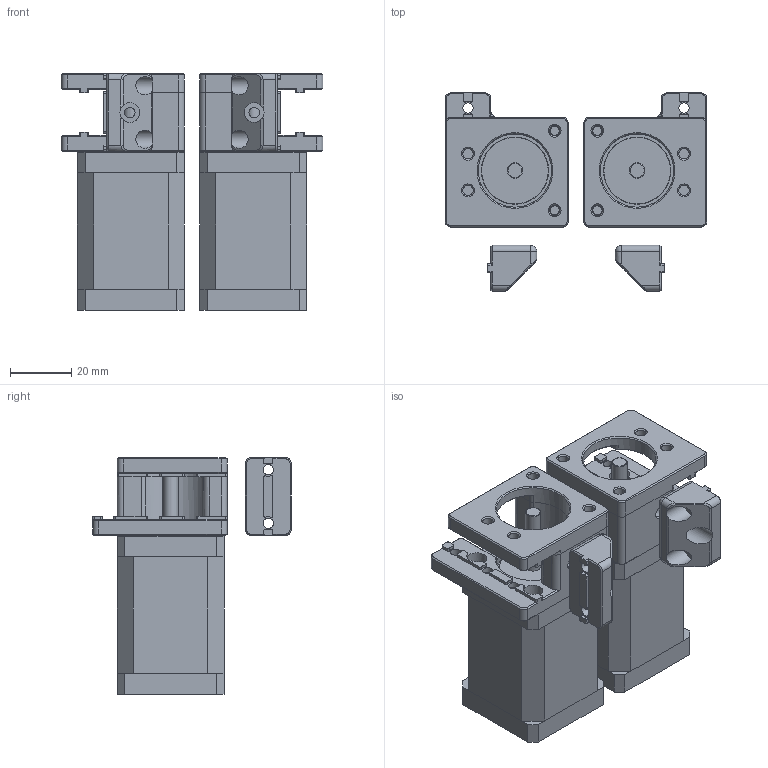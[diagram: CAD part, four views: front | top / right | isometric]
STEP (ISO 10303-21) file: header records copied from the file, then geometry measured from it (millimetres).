
FILE_DESCRIPTION(/* description */ (''),/* implementation_level */ '2;1');
FILE_NAME(/* name */ 'NOIdler_FrontDrives.step',/* time_stamp */ '2022-04-17T09:18:21+02:00',/* author */ (''),/* organization */ (''),/* preprocessor_version */ 'ST-DEVELOPER v18.1',/* originating_system */ 'Autodesk Translation Framework v10.14.0.1471',/* authorisation */ '');
FILE_SCHEMA (('AUTOMOTIVE_DESIGN { 1 0 10303 214 3 1 1 }'));
Length unit declared in the file: millimetre
Products named in the file (9): FrontDrives; B-Drive; Nema14; A-Drive; Nema14_1; nema14_base (1); nema14_centro (1); nema14_eje (1); nema14_techo (1)
Assembly tree (12 placements, depth 4):
  FrontDrives
    B-Drive
      Nema14
        nema14_base (1)
        nema14_centro (1)
        nema14_eje (1)
        nema14_techo (1)
    A-Drive
      Nema14_1
        nema14_base (1)
        nema14_centro (1)
        nema14_eje (1)
        nema14_techo (1)
Bounding box: 85.7 x 65 x 77.53 mm (x, y, z)
Volume: 162560.6 mm3; surface area: 55374 mm2
Topology: 14 solids, 14 shells, 670 faces, 1726 edges, 1092 vertices
Faces by surface type: plane 294, cylinder 256, cone 84, bspline 28, torus 4, sphere 4
Full cylindrical faces by diameter (mm): 3 x16, 3.4 x30, 5 x6, 6 x8, 6.5 x6, 7 x2, 22 x2, 24 x4
Entity records: 19756 total; most frequent: CARTESIAN_POINT 4053, DIRECTION 3327, ORIENTED_EDGE 3186, EDGE_CURVE 1593, AXIS2_PLACEMENT_3D 1224, VERTEX_POINT 1006, LINE 879, VECTOR 879
